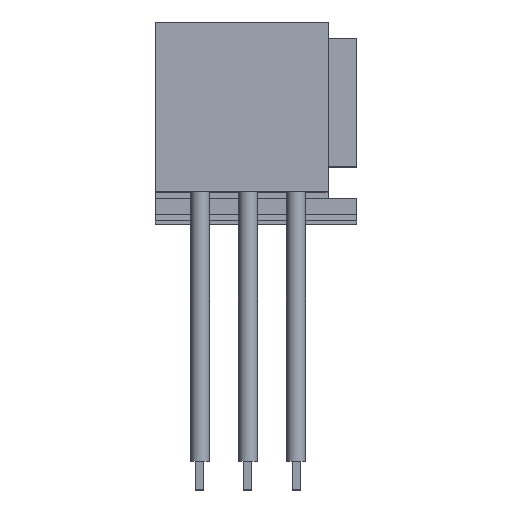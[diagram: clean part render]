
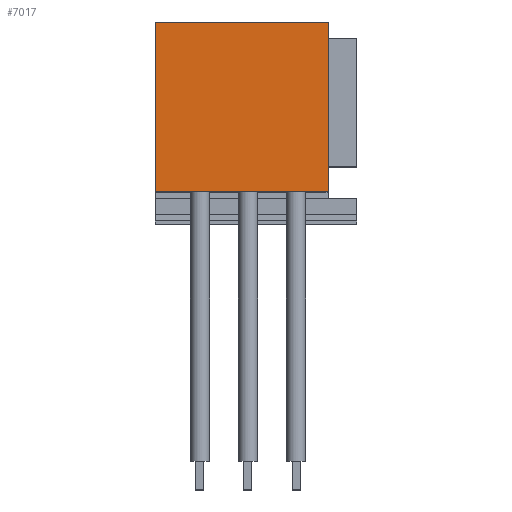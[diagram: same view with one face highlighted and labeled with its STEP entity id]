
A CAD part, top view. The second image highlights one B-rep face of the part: STEP entity #7017.
In plain terms, the highlighted face is planar.
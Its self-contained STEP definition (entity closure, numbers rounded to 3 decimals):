
#1591=ORIENTED_EDGE('',*,*,#2885,.T.);
#1592=ORIENTED_EDGE('',*,*,#2897,.F.);
#1593=ORIENTED_EDGE('',*,*,#2888,.F.);
#1594=ORIENTED_EDGE('',*,*,#2870,.T.);
#2870=EDGE_CURVE('',#3639,#3638,#4058,.T.);
#2885=EDGE_CURVE('',#3638,#3650,#4073,.T.);
#2888=EDGE_CURVE('',#3639,#3652,#4076,.T.);
#2897=EDGE_CURVE('',#3652,#3650,#4085,.T.);
#3638=VERTEX_POINT('',#14625);
#3639=VERTEX_POINT('',#14627);
#3650=VERTEX_POINT('',#14653);
#3652=VERTEX_POINT('',#14660);
#4058=LINE('',#14626,#4493);
#4073=LINE('',#14654,#4508);
#4076=LINE('',#14659,#4511);
#4085=LINE('',#14676,#4520);
#4493=VECTOR('',#11812,1000.);
#4508=VECTOR('',#11829,1000.);
#4511=VECTOR('',#11834,1000.);
#4520=VECTOR('',#11845,1000.);
#5216=EDGE_LOOP('',(#1591,#1592,#1593,#1594));
#6120=FACE_BOUND('',#5216,.T.);
#6619=PLANE('',#10347);
#7017=ADVANCED_FACE('',(#6120),#6619,.F.);
#10347=AXIS2_PLACEMENT_3D('',#14732,#11886,#11887);
#11812=DIRECTION('',(0.,0.,-1.));
#11829=DIRECTION('',(-1.,0.,0.));
#11834=DIRECTION('',(-1.,0.,0.));
#11845=DIRECTION('',(0.,0.,-1.));
#11886=DIRECTION('',(0.,-1.,0.));
#11887=DIRECTION('',(0.,0.,-1.));
#14625=CARTESIAN_POINT('',(0.,200.,-27.));
#14626=CARTESIAN_POINT('',(0.,200.,27.));
#14627=CARTESIAN_POINT('',(0.,200.,27.));
#14653=CARTESIAN_POINT('',(-53.,200.,-27.));
#14654=CARTESIAN_POINT('',(0.,200.,-27.));
#14659=CARTESIAN_POINT('',(0.,200.,27.));
#14660=CARTESIAN_POINT('',(-53.,200.,27.));
#14676=CARTESIAN_POINT('',(-53.,200.,27.));
#14732=CARTESIAN_POINT('',(0.,200.,27.));
